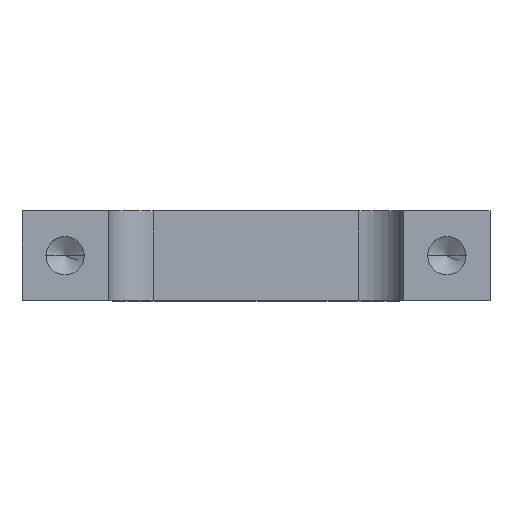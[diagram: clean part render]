
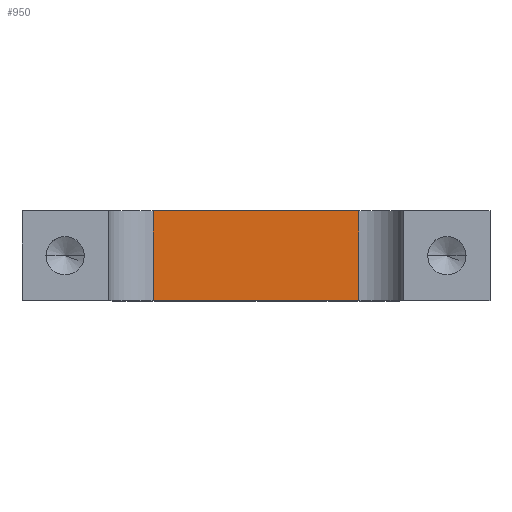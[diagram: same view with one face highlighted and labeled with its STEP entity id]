
A CAD part, top view. The second image highlights one B-rep face of the part: STEP entity #950.
In plain terms, the highlighted planar face has unit normal (0, 0, 1).
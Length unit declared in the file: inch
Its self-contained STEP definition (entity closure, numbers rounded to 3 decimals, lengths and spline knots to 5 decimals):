
#4 = EDGE_CURVE ( 'NONE', #1675, #1395, #1701, .T. ) ;
#23 = LINE ( 'NONE', #1096, #1761 ) ;
#33 = CARTESIAN_POINT ( 'NONE',  ( 0.2856, 0., 0.55 ) ) ;
#106 = CARTESIAN_POINT ( 'NONE',  ( 0.2856, 0.25, 0.55 ) ) ;
#113 = DIRECTION ( 'NONE',  ( -1., 0., 0. ) ) ;
#215 = DIRECTION ( 'NONE',  ( 0., 1., 0. ) ) ;
#222 = DIRECTION ( 'NONE',  ( 0., 0., -1. ) ) ;
#305 = PLANE ( 'NONE',  #1581 ) ;
#423 = EDGE_CURVE ( 'NONE', #1675, #547, #1616, .T. ) ;
#449 = ORIENTED_EDGE ( 'NONE', *, *, #423, .T. ) ;
#506 = EDGE_LOOP ( 'NONE', ( #1468, #995, #1045, #449 ) ) ;
#541 = FACE_OUTER_BOUND ( 'NONE', #506, .T. ) ;
#547 = VERTEX_POINT ( 'NONE', #1471 ) ;
#736 = CARTESIAN_POINT ( 'NONE',  ( 0.2856, 0.25, 0.55 ) ) ;
#807 = EDGE_CURVE ( 'NONE', #547, #1369, #23, .T. ) ;
#950 = ADVANCED_FACE ( 'NONE', ( #541 ), #305, .F. ) ;
#995 = ORIENTED_EDGE ( 'NONE', *, *, #1236, .T. ) ;
#1045 = ORIENTED_EDGE ( 'NONE', *, *, #4, .F. ) ;
#1082 = DIRECTION ( 'NONE',  ( 0., -1., 0. ) ) ;
#1090 = DIRECTION ( 'NONE',  ( 1., 0., 0. ) ) ;
#1096 = CARTESIAN_POINT ( 'NONE',  ( -0.4106, 0., 0.55 ) ) ;
#1106 = CARTESIAN_POINT ( 'NONE',  ( -0.2856, 0., 0.55 ) ) ;
#1118 = CARTESIAN_POINT ( 'NONE',  ( -0.2856, 0.25, 0.55 ) ) ;
#1236 = EDGE_CURVE ( 'NONE', #1369, #1395, #1568, .T. ) ;
#1256 = CARTESIAN_POINT ( 'NONE',  ( -0.4106, 0.25, 0.55 ) ) ;
#1369 = VERTEX_POINT ( 'NONE', #33 ) ;
#1395 = VERTEX_POINT ( 'NONE', #736 ) ;
#1468 = ORIENTED_EDGE ( 'NONE', *, *, #807, .T. ) ;
#1471 = CARTESIAN_POINT ( 'NONE',  ( -0.2856, 0., 0.55 ) ) ;
#1568 = LINE ( 'NONE', #106, #1644 ) ;
#1581 = AXIS2_PLACEMENT_3D ( 'NONE', #1256, #222, #113 ) ;
#1616 = LINE ( 'NONE', #1106, #1635 ) ;
#1635 = VECTOR ( 'NONE', #1082, 39.37008 ) ;
#1644 = VECTOR ( 'NONE', #215, 39.37008 ) ;
#1648 = CARTESIAN_POINT ( 'NONE',  ( -0.4106, 0.25, 0.55 ) ) ;
#1675 = VERTEX_POINT ( 'NONE', #1118 ) ;
#1679 = VECTOR ( 'NONE', #1714, 39.37008 ) ;
#1701 = LINE ( 'NONE', #1648, #1679 ) ;
#1714 = DIRECTION ( 'NONE',  ( 1., 0., 0. ) ) ;
#1761 = VECTOR ( 'NONE', #1090, 39.37008 ) ;
